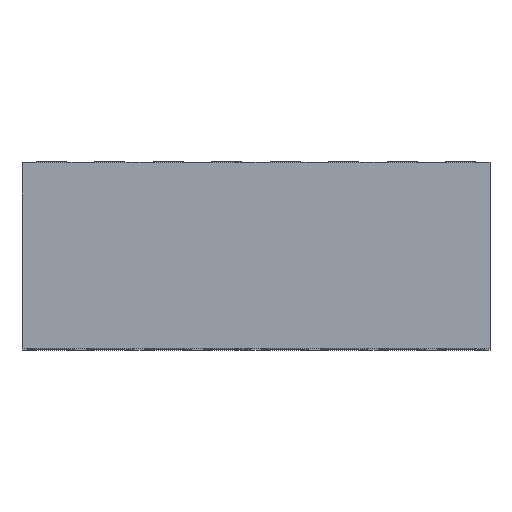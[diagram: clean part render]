
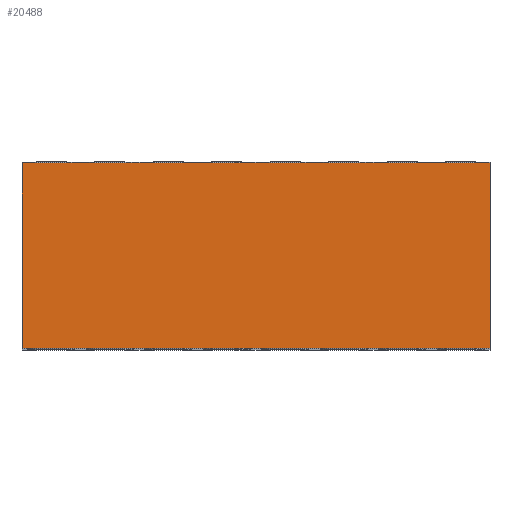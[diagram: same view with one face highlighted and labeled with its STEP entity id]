
A CAD part, top view. The second image highlights one B-rep face of the part: STEP entity #20488.
In plain terms, the highlighted face is planar.
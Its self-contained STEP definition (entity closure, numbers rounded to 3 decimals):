
#20137=DIRECTION('',(1.,0.,0.));
#20138=VECTOR('',#20137,39.6);
#20139=CARTESIAN_POINT('',(-19.8,1.5,50.));
#20140=LINE('',#20139,#20138);
#20145=DIRECTION('',(1.,0.,0.));
#20146=VECTOR('',#20145,39.6);
#20147=CARTESIAN_POINT('',(-19.8,1.5,-50.));
#20148=LINE('',#20147,#20146);
#20149=DIRECTION('',(0.,0.,1.));
#20150=VECTOR('',#20149,100.);
#20151=CARTESIAN_POINT('',(19.8,1.5,-50.));
#20152=LINE('',#20151,#20150);
#20157=DIRECTION('',(0.,0.,1.));
#20158=VECTOR('',#20157,100.);
#20159=CARTESIAN_POINT('',(-19.8,1.5,-50.));
#20160=LINE('',#20159,#20158);
#20321=CARTESIAN_POINT('',(19.8,1.5,-50.));
#20322=CARTESIAN_POINT('',(19.8,1.5,50.));
#20323=VERTEX_POINT('',#20321);
#20324=VERTEX_POINT('',#20322);
#20325=CARTESIAN_POINT('',(-19.8,1.5,-50.));
#20326=CARTESIAN_POINT('',(-19.8,1.5,50.));
#20327=VERTEX_POINT('',#20325);
#20328=VERTEX_POINT('',#20326);
#20476=CARTESIAN_POINT('',(-18.3,1.5,-50.));
#20477=DIRECTION('',(0.,1.,0.));
#20478=DIRECTION('',(-1.,0.,0.));
#20479=AXIS2_PLACEMENT_3D('',#20476,#20477,#20478);
#20480=PLANE('',#20479);
#20481=ORIENTED_EDGE('',*,*,#20458,.F.);
#20483=ORIENTED_EDGE('',*,*,#20482,.F.);
#20484=ORIENTED_EDGE('',*,*,#20362,.T.);
#20485=ORIENTED_EDGE('',*,*,#20471,.T.);
#20486=EDGE_LOOP('',(#20481,#20483,#20484,#20485));
#20487=FACE_OUTER_BOUND('',#20486,.F.);
#20362=EDGE_CURVE('',#20327,#20323,#20148,.T.);
#20458=EDGE_CURVE('',#20328,#20324,#20140,.T.);
#20471=EDGE_CURVE('',#20323,#20324,#20152,.T.);
#20482=EDGE_CURVE('',#20327,#20328,#20160,.T.);
#20488=ADVANCED_FACE('',(#20487),#20480,.T.);
